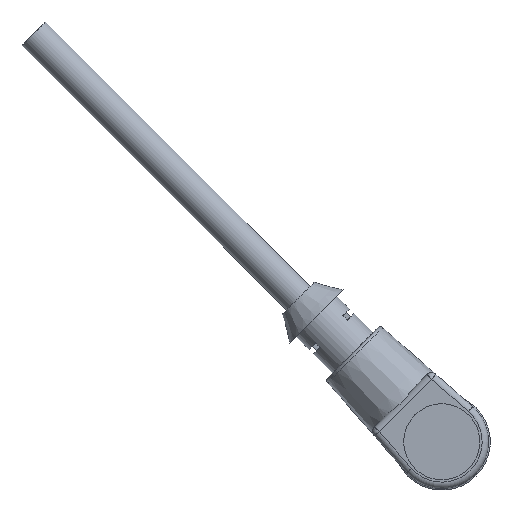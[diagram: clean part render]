
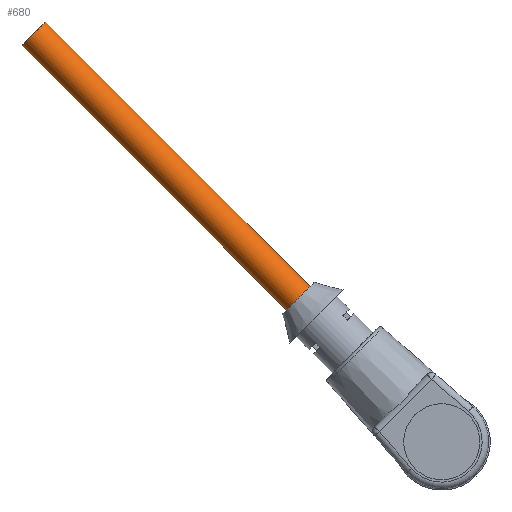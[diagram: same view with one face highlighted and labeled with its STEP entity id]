
A CAD part, left-side view. The second image highlights one B-rep face of the part: STEP entity #680.
In plain terms, the highlighted cylindrical face has radius 2.6 mm (diameter 5.2 mm), a full revolution.
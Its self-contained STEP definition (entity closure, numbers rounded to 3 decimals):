
#483=CYLINDRICAL_SURFACE('',#4826,2.6);
#680=ADVANCED_FACE('',(#1171,#1172),#483,.T.);
#1018=CIRCLE('',#4823,2.6);
#1019=CIRCLE('',#4825,2.6);
#1171=FACE_BOUND('',#1363,.T.);
#1172=FACE_BOUND('',#1364,.T.);
#1363=EDGE_LOOP('',(#2862));
#1364=EDGE_LOOP('',(#2863));
#2862=ORIENTED_EDGE('',*,*,#4203,.F.);
#2863=ORIENTED_EDGE('',*,*,#4204,.T.);
#3680=VERTEX_POINT('',#7583);
#3681=VERTEX_POINT('',#7586);
#4203=EDGE_CURVE('',#3680,#3680,#1018,.T.);
#4204=EDGE_CURVE('',#3681,#3681,#1019,.T.);
#4823=AXIS2_PLACEMENT_3D('',#7582,#5702,#5703);
#4825=AXIS2_PLACEMENT_3D('',#7585,#5706,#5707);
#4826=AXIS2_PLACEMENT_3D('',#7587,#5708,#5709);
#5702=DIRECTION('',(0.,0.707,0.707));
#5703=DIRECTION('',(0.,-0.707,0.707));
#5706=DIRECTION('',(0.,0.707,0.707));
#5707=DIRECTION('',(0.,0.707,-0.707));
#5708=DIRECTION('',(0.,0.707,0.707));
#5709=DIRECTION('',(0.,0.707,-0.707));
#7582=CARTESIAN_POINT('',(25.6,113.286,63.286));
#7583=CARTESIAN_POINT('',(25.6,111.448,65.125));
#7585=CARTESIAN_POINT('',(25.6,72.274,22.274));
#7586=CARTESIAN_POINT('',(25.6,74.112,20.435));
#7587=CARTESIAN_POINT('',(25.6,57.071,7.071));
